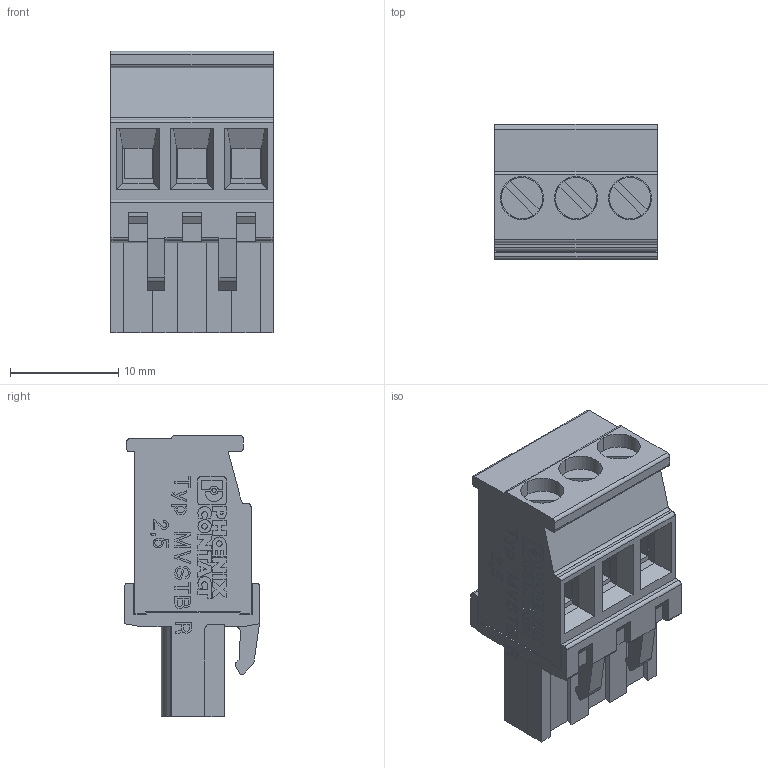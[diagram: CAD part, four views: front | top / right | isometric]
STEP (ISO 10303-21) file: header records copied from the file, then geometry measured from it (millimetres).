
FILE_DESCRIPTION(('STEP AP242'),'1');
FILE_NAME('1792029.stp','2025-01-09T07:55:48',('TraceParts'),('TraceParts S.A.'),'Spatial InterOp 3D',' ',' ');
FILE_SCHEMA(('AP242_MANAGED_MODEL_BASED_3D_ENGINEERING_MIM_LF {1 0 10303 442 1 1 4}'));
Length unit declared in the file: millimetre
Products named in the file (1): 1792029_1
Bounding box: 15.06 x 12.52 x 26.03 mm (x, y, z)
Volume: 2949.7 mm3; surface area: 3748.3 mm2
Topology: 10 solids, 10 shells, 952 faces, 2616 edges, 1732 vertices
Faces by surface type: plane 800, cylinder 113, bspline 32, cone 7
Entity records: 48557 total; most frequent: CARTESIAN_POINT 7768, ORIENTED_EDGE 5232, DIRECTION 4662, STYLED_ITEM 2713, PRESENTATION_STYLE_ASSIGNMENT 2713, COLOUR_RGB 2713, EDGE_CURVE 2616, LINE 2282
